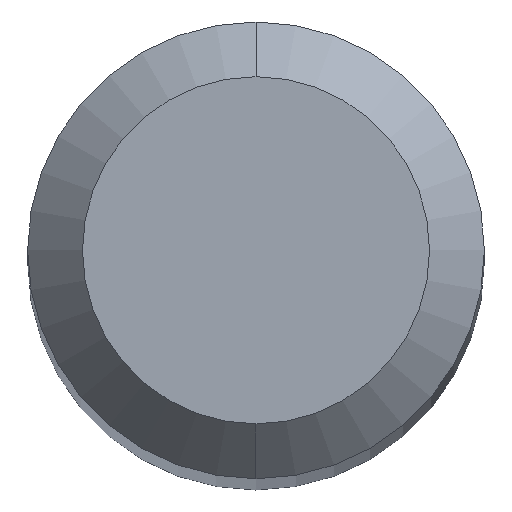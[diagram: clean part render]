
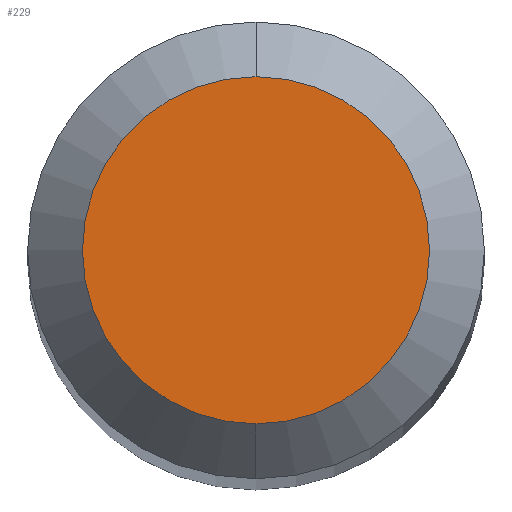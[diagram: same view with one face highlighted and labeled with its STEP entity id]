
A CAD part, top view. The second image highlights one B-rep face of the part: STEP entity #229.
In plain terms, the highlighted planar face has unit normal (0, 0, 1).
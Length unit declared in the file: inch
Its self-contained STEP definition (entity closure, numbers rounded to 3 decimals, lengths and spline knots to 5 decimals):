
#12 = DIRECTION ( 'NONE',  ( 0., -1., 0. ) ) ;
#14 = EDGE_CURVE ( 'NONE', #452, #400, #278, .T. ) ;
#46 = DIRECTION ( 'NONE',  ( 0., 0., -1. ) ) ;
#81 = CIRCLE ( 'NONE', #442, 0.0475 ) ;
#88 = CARTESIAN_POINT ( 'NONE',  ( 0., -0.0475, 0. ) ) ;
#119 = EDGE_LOOP ( 'NONE', ( #328, #129 ) ) ;
#121 = FACE_OUTER_BOUND ( 'NONE', #119, .T. ) ;
#129 = ORIENTED_EDGE ( 'NONE', *, *, #14, .T. ) ;
#131 = DIRECTION ( 'NONE',  ( 0., -1., 0. ) ) ;
#159 = CARTESIAN_POINT ( 'NONE',  ( 0., 0.0475, 0. ) ) ;
#175 = CARTESIAN_POINT ( 'NONE',  ( 0., 0., 0. ) ) ;
#229 = ADVANCED_FACE ( 'NONE', ( #121 ), #248, .F. ) ;
#248 = PLANE ( 'NONE',  #268 ) ;
#255 = CARTESIAN_POINT ( 'NONE',  ( 0., 0., 0. ) ) ;
#268 = AXIS2_PLACEMENT_3D ( 'NONE', #413, #46, #376 ) ;
#278 = CIRCLE ( 'NONE', #431, 0.0475 ) ;
#328 = ORIENTED_EDGE ( 'NONE', *, *, #463, .T. ) ;
#376 = DIRECTION ( 'NONE',  ( 0., 1., 0. ) ) ;
#400 = VERTEX_POINT ( 'NONE', #159 ) ;
#413 = CARTESIAN_POINT ( 'NONE',  ( 0., 0.0475, 0. ) ) ;
#415 = DIRECTION ( 'NONE',  ( 0., 0., 1. ) ) ;
#418 = DIRECTION ( 'NONE',  ( 0., 0., 1. ) ) ;
#431 = AXIS2_PLACEMENT_3D ( 'NONE', #175, #415, #131 ) ;
#442 = AXIS2_PLACEMENT_3D ( 'NONE', #255, #418, #12 ) ;
#452 = VERTEX_POINT ( 'NONE', #88 ) ;
#463 = EDGE_CURVE ( 'NONE', #400, #452, #81, .T. ) ;
